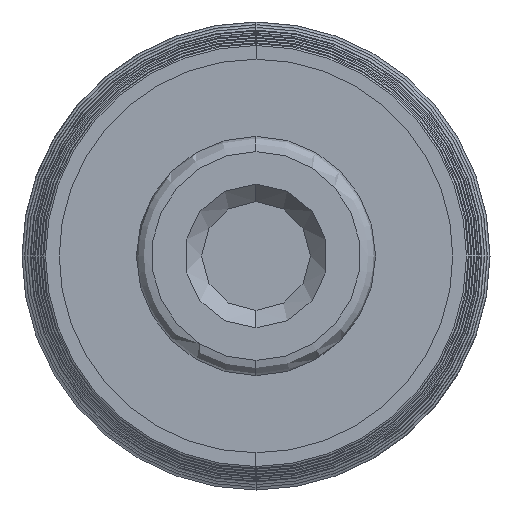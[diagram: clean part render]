
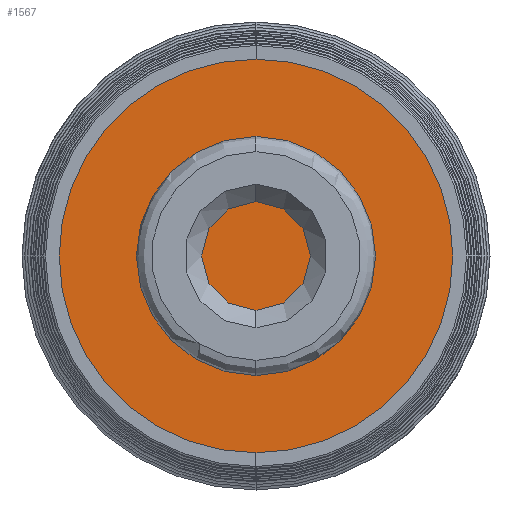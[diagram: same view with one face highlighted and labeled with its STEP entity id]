
A CAD part, left-side view. The second image highlights one B-rep face of the part: STEP entity #1567.
In plain terms, the highlighted planar face has unit normal (-1, 0, 0).
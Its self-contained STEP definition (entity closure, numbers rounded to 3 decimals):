
#14 = DIRECTION ( 'NONE',  ( -1., 0., 0. ) ) ;
#95 = EDGE_LOOP ( 'NONE', ( #2828, #621 ) ) ;
#478 = DIRECTION ( 'NONE',  ( 0., 0., 1. ) ) ;
#618 = DIRECTION ( 'NONE',  ( -1., 0., 0. ) ) ;
#621 = ORIENTED_EDGE ( 'NONE', *, *, #2822, .T. ) ;
#775 = VERTEX_POINT ( 'NONE', #953 ) ;
#802 = DIRECTION ( 'NONE',  ( 1., 0., 0. ) ) ;
#833 = CARTESIAN_POINT ( 'NONE',  ( 5.5, 0., 4.525 ) ) ;
#953 = CARTESIAN_POINT ( 'NONE',  ( 5.5, 0., -4.525 ) ) ;
#1009 = FACE_OUTER_BOUND ( 'NONE', #95, .T. ) ;
#1013 = AXIS2_PLACEMENT_3D ( 'NONE', #1164, #14, #478 ) ;
#1070 = DIRECTION ( 'NONE',  ( 0., 0., 1. ) ) ;
#1164 = CARTESIAN_POINT ( 'NONE',  ( 5.5, 0., 0. ) ) ;
#1265 = DIRECTION ( 'NONE',  ( 0., 0., -1. ) ) ;
#1475 = PLANE ( 'NONE',  #1592 ) ;
#1567 = ADVANCED_FACE ( 'NONE', ( #1009 ), #1475, .F. ) ;
#1592 = AXIS2_PLACEMENT_3D ( 'NONE', #2565, #802, #1265 ) ;
#1919 = EDGE_CURVE ( 'NONE', #1921, #775, #2217, .T. ) ;
#1921 = VERTEX_POINT ( 'NONE', #833 ) ;
#1974 = AXIS2_PLACEMENT_3D ( 'NONE', #2387, #618, #1070 ) ;
#2167 = CIRCLE ( 'NONE', #1013, 4.525 ) ;
#2217 = CIRCLE ( 'NONE', #1974, 4.525 ) ;
#2387 = CARTESIAN_POINT ( 'NONE',  ( 5.5, 0., 0. ) ) ;
#2565 = CARTESIAN_POINT ( 'NONE',  ( 5.5, 0., 0. ) ) ;
#2822 = EDGE_CURVE ( 'NONE', #775, #1921, #2167, .T. ) ;
#2828 = ORIENTED_EDGE ( 'NONE', *, *, #1919, .T. ) ;
